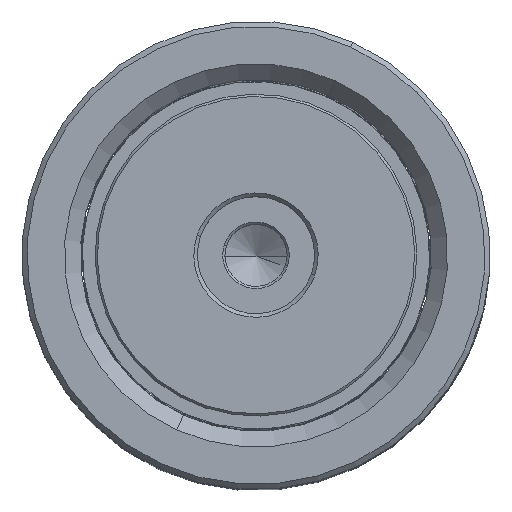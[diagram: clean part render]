
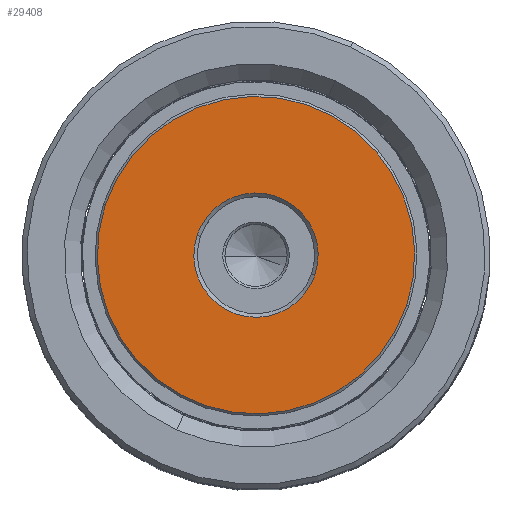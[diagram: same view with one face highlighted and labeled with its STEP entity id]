
A CAD part, top view. The second image highlights one B-rep face of the part: STEP entity #29408.
In plain terms, the highlighted face is planar.
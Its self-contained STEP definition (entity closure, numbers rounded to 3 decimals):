
#995 = DIRECTION ( 'NONE',  ( 1., 0., 0. ) ) ;
#2108 = CARTESIAN_POINT ( 'NONE',  ( 0., 0., 0. ) ) ;
#2604 = DIRECTION ( 'NONE',  ( 1., 0., 0. ) ) ;
#3125 = VERTEX_POINT ( 'NONE', #26162 ) ;
#3249 = CIRCLE ( 'NONE', #40996, 8.5 ) ;
#3828 = FACE_OUTER_BOUND ( 'NONE', #40268, .T. ) ;
#5108 = ORIENTED_EDGE ( 'NONE', *, *, #26689, .T. ) ;
#5635 = CARTESIAN_POINT ( 'NONE',  ( 0., 0., 0. ) ) ;
#7893 = CARTESIAN_POINT ( 'NONE',  ( 0., 0., 0. ) ) ;
#8906 = DIRECTION ( 'NONE',  ( 0., 0., -1. ) ) ;
#9227 = EDGE_LOOP ( 'NONE', ( #28013, #19005 ) ) ;
#9926 = DIRECTION ( 'NONE',  ( 1., 0., 0. ) ) ;
#10256 = VERTEX_POINT ( 'NONE', #13913 ) ;
#11185 = CIRCLE ( 'NONE', #42666, 21.7 ) ;
#11437 = AXIS2_PLACEMENT_3D ( 'NONE', #2108, #21554, #18381 ) ;
#13225 = CARTESIAN_POINT ( 'NONE',  ( 0., 0., 0. ) ) ;
#13469 = AXIS2_PLACEMENT_3D ( 'NONE', #7893, #14686, #995 ) ;
#13913 = CARTESIAN_POINT ( 'NONE',  ( 21.7, 0., 0. ) ) ;
#14686 = DIRECTION ( 'NONE',  ( 0., 0., 1. ) ) ;
#15117 = CARTESIAN_POINT ( 'NONE',  ( 0., 0., 0. ) ) ;
#15194 = CIRCLE ( 'NONE', #11437, 8.5 ) ;
#15513 = EDGE_CURVE ( 'NONE', #3125, #29693, #3249, .T. ) ;
#17002 = AXIS2_PLACEMENT_3D ( 'NONE', #15117, #8906, #38543 ) ;
#17853 = PLANE ( 'NONE',  #13469 ) ;
#18381 = DIRECTION ( 'NONE',  ( 1., 0., 0. ) ) ;
#19005 = ORIENTED_EDGE ( 'NONE', *, *, #15513, .T. ) ;
#20918 = ORIENTED_EDGE ( 'NONE', *, *, #26251, .T. ) ;
#21154 = VERTEX_POINT ( 'NONE', #41226 ) ;
#21554 = DIRECTION ( 'NONE',  ( 0., 0., 1. ) ) ;
#26162 = CARTESIAN_POINT ( 'NONE',  ( 8.5, 0., 0. ) ) ;
#26251 = EDGE_CURVE ( 'NONE', #21154, #10256, #11185, .T. ) ;
#26689 = EDGE_CURVE ( 'NONE', #10256, #21154, #33424, .T. ) ;
#28013 = ORIENTED_EDGE ( 'NONE', *, *, #41469, .T. ) ;
#29408 = ADVANCED_FACE ( 'NONE', ( #3828, #31729 ), #17853, .F. ) ;
#29693 = VERTEX_POINT ( 'NONE', #29823 ) ;
#29696 = DIRECTION ( 'NONE',  ( 0., 0., 1. ) ) ;
#29823 = CARTESIAN_POINT ( 'NONE',  ( -8.5, 0., 0. ) ) ;
#31729 = FACE_BOUND ( 'NONE', #9227, .T. ) ;
#33424 = CIRCLE ( 'NONE', #17002, 21.7 ) ;
#35552 = DIRECTION ( 'NONE',  ( 0., 0., -1. ) ) ;
#38543 = DIRECTION ( 'NONE',  ( 1., 0., 0. ) ) ;
#40268 = EDGE_LOOP ( 'NONE', ( #5108, #20918 ) ) ;
#40996 = AXIS2_PLACEMENT_3D ( 'NONE', #13225, #29696, #9926 ) ;
#41226 = CARTESIAN_POINT ( 'NONE',  ( -21.7, 0., 0. ) ) ;
#41469 = EDGE_CURVE ( 'NONE', #29693, #3125, #15194, .T. ) ;
#42666 = AXIS2_PLACEMENT_3D ( 'NONE', #5635, #35552, #2604 ) ;
